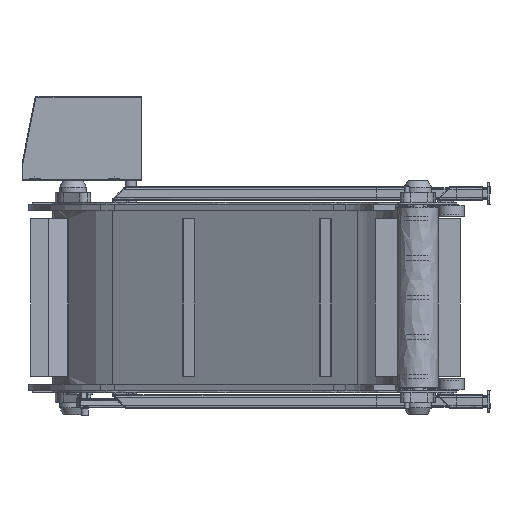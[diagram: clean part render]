
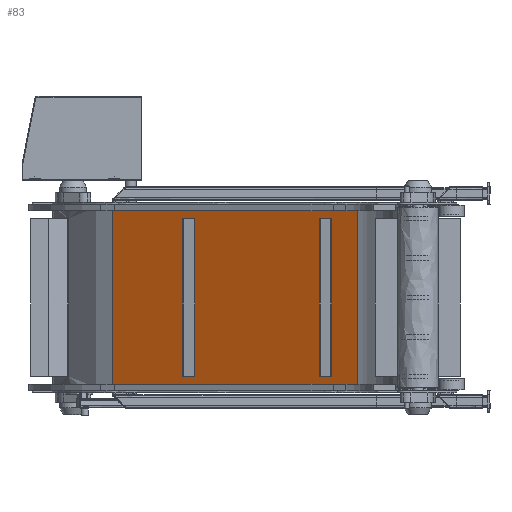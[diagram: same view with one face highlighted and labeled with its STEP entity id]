
A CAD part, left-side view. The second image highlights one B-rep face of the part: STEP entity #83.
In plain terms, the highlighted free-form (B-spline) face has degree [1, 1] with [2, 2] control points.
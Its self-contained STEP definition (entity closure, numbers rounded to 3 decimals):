
#83 = ADVANCED_FACE('',(#84,#114,#144),#174,.T.);
#84 = FACE_BOUND('',#85,.T.);
#85 = EDGE_LOOP('',(#86,#95,#102,#109));
#86 = ORIENTED_EDGE('',*,*,#87,.F.);
#87 = EDGE_CURVE('',#88,#90,#92,.T.);
#88 = VERTEX_POINT('',#89);
#89 = CARTESIAN_POINT('',(572.34,418.593,
    -148.129));
#90 = VERTEX_POINT('',#91);
#91 = CARTESIAN_POINT('',(572.34,418.593,
    148.129));
#92 = B_SPLINE_CURVE_WITH_KNOTS('',1,(#93,#94),.UNSPECIFIED.,.F.,.F.,(2,
    2),(-381.,-25.),.PIECEWISE_BEZIER_KNOTS.);
#93 = CARTESIAN_POINT('',(572.34,418.593,
    -148.129));
#94 = CARTESIAN_POINT('',(572.34,418.593,
    148.129));
#95 = ORIENTED_EDGE('',*,*,#96,.T.);
#96 = EDGE_CURVE('',#88,#97,#99,.T.);
#97 = VERTEX_POINT('',#98);
#98 = CARTESIAN_POINT('',(573.172,420.034,
    -148.129));
#99 = B_SPLINE_CURVE_WITH_KNOTS('',1,(#100,#101),.UNSPECIFIED.,.F.,.F.,(
    2,2),(424.588,426.588),.PIECEWISE_BEZIER_KNOTS.);
#100 = CARTESIAN_POINT('',(572.34,418.593,
    -148.129));
#101 = CARTESIAN_POINT('',(573.172,420.034,
    -148.129));
#102 = ORIENTED_EDGE('',*,*,#103,.F.);
#103 = EDGE_CURVE('',#104,#97,#106,.T.);
#104 = VERTEX_POINT('',#105);
#105 = CARTESIAN_POINT('',(573.172,420.034,
    148.129));
#106 = B_SPLINE_CURVE_WITH_KNOTS('',1,(#107,#108),.UNSPECIFIED.,.F.,.F.,
  (2,2),(25.,381.),.PIECEWISE_BEZIER_KNOTS.);
#107 = CARTESIAN_POINT('',(573.172,420.034,
    148.129));
#108 = CARTESIAN_POINT('',(573.172,420.034,
    -148.129));
#109 = ORIENTED_EDGE('',*,*,#110,.F.);
#110 = EDGE_CURVE('',#90,#104,#111,.T.);
#111 = B_SPLINE_CURVE_WITH_KNOTS('',1,(#112,#113),.UNSPECIFIED.,.F.,.F.,
  (2,2),(424.588,426.588),.PIECEWISE_BEZIER_KNOTS.);
#112 = CARTESIAN_POINT('',(572.34,418.593,
    148.129));
#113 = CARTESIAN_POINT('',(573.172,420.034,
    148.129));
#114 = FACE_BOUND('',#115,.T.);
#115 = EDGE_LOOP('',(#116,#125,#132,#139));
#116 = ORIENTED_EDGE('',*,*,#117,.F.);
#117 = EDGE_CURVE('',#118,#120,#122,.T.);
#118 = VERTEX_POINT('',#119);
#119 = CARTESIAN_POINT('',(395.672,112.595,
    -168.934));
#120 = VERTEX_POINT('',#121);
#121 = CARTESIAN_POINT('',(661.22,572.536,
    -168.934));
#122 = B_SPLINE_CURVE_WITH_KNOTS('',1,(#123,#124),.UNSPECIFIED.,.F.,.F.,
  (2,2),(0.,638.192),.PIECEWISE_BEZIER_KNOTS.);
#123 = CARTESIAN_POINT('',(395.672,112.595,
    -168.934));
#124 = CARTESIAN_POINT('',(661.22,572.536,
    -168.934));
#125 = ORIENTED_EDGE('',*,*,#126,.F.);
#126 = EDGE_CURVE('',#127,#118,#129,.T.);
#127 = VERTEX_POINT('',#128);
#128 = CARTESIAN_POINT('',(395.672,112.595,
    168.934));
#129 = B_SPLINE_CURVE_WITH_KNOTS('',1,(#130,#131),.UNSPECIFIED.,.F.,.F.,
  (2,2),(0.,406.),.PIECEWISE_BEZIER_KNOTS.);
#130 = CARTESIAN_POINT('',(395.672,112.595,
    168.934));
#131 = CARTESIAN_POINT('',(395.672,112.595,
    -168.934));
#132 = ORIENTED_EDGE('',*,*,#133,.T.);
#133 = EDGE_CURVE('',#127,#134,#136,.T.);
#134 = VERTEX_POINT('',#135);
#135 = CARTESIAN_POINT('',(661.22,572.536,
    168.934));
#136 = B_SPLINE_CURVE_WITH_KNOTS('',1,(#137,#138),.UNSPECIFIED.,.F.,.F.,
  (2,2),(0.,638.192),.PIECEWISE_BEZIER_KNOTS.);
#137 = CARTESIAN_POINT('',(395.672,112.595,
    168.934));
#138 = CARTESIAN_POINT('',(661.22,572.536,
    168.934));
#139 = ORIENTED_EDGE('',*,*,#140,.T.);
#140 = EDGE_CURVE('',#134,#120,#141,.T.);
#141 = B_SPLINE_CURVE_WITH_KNOTS('',1,(#142,#143),.UNSPECIFIED.,.F.,.F.,
  (2,2),(0.,406.),.PIECEWISE_BEZIER_KNOTS.);
#142 = CARTESIAN_POINT('',(661.22,572.536,
    168.934));
#143 = CARTESIAN_POINT('',(661.22,572.536,
    -168.934));
#144 = FACE_BOUND('',#145,.T.);
#145 = EDGE_LOOP('',(#146,#155,#162,#169));
#146 = ORIENTED_EDGE('',*,*,#147,.F.);
#147 = EDGE_CURVE('',#148,#150,#152,.T.);
#148 = VERTEX_POINT('',#149);
#149 = CARTESIAN_POINT('',(424.473,162.48,
    -148.129));
#150 = VERTEX_POINT('',#151);
#151 = CARTESIAN_POINT('',(424.473,162.48,
    148.129));
#152 = B_SPLINE_CURVE_WITH_KNOTS('',1,(#153,#154),.UNSPECIFIED.,.F.,.F.,
  (2,2),(-381.,-25.),.PIECEWISE_BEZIER_KNOTS.);
#153 = CARTESIAN_POINT('',(424.473,162.48,
    -148.129));
#154 = CARTESIAN_POINT('',(424.473,162.48,
    148.129));
#155 = ORIENTED_EDGE('',*,*,#156,.T.);
#156 = EDGE_CURVE('',#148,#157,#159,.T.);
#157 = VERTEX_POINT('',#158);
#158 = CARTESIAN_POINT('',(425.305,163.921,
    -148.129));
#159 = B_SPLINE_CURVE_WITH_KNOTS('',1,(#160,#161),.UNSPECIFIED.,.F.,.F.,
  (2,2),(69.218,71.218),.PIECEWISE_BEZIER_KNOTS.);
#160 = CARTESIAN_POINT('',(424.473,162.48,
    -148.129));
#161 = CARTESIAN_POINT('',(425.305,163.921,
    -148.129));
#162 = ORIENTED_EDGE('',*,*,#163,.F.);
#163 = EDGE_CURVE('',#164,#157,#166,.T.);
#164 = VERTEX_POINT('',#165);
#165 = CARTESIAN_POINT('',(425.305,163.921,
    148.129));
#166 = B_SPLINE_CURVE_WITH_KNOTS('',1,(#167,#168),.UNSPECIFIED.,.F.,.F.,
  (2,2),(25.,381.),.PIECEWISE_BEZIER_KNOTS.);
#167 = CARTESIAN_POINT('',(425.305,163.921,
    148.129));
#168 = CARTESIAN_POINT('',(425.305,163.921,
    -148.129));
#169 = ORIENTED_EDGE('',*,*,#170,.F.);
#170 = EDGE_CURVE('',#150,#164,#171,.T.);
#171 = B_SPLINE_CURVE_WITH_KNOTS('',1,(#172,#173),.UNSPECIFIED.,.F.,.F.,
  (2,2),(69.218,71.218),.PIECEWISE_BEZIER_KNOTS.);
#172 = CARTESIAN_POINT('',(424.473,162.48,
    148.129));
#173 = CARTESIAN_POINT('',(425.305,163.921,
    148.129));
#174 = B_SPLINE_SURFACE_WITH_KNOTS('',1,1,(
    (#175,#176)
    ,(#177,#178
    )),.UNSPECIFIED.,.F.,.F.,.F.,(2,2),(2,2),(-638.192,0.),(-406.
    ,0.),.PIECEWISE_BEZIER_KNOTS.);
#175 = CARTESIAN_POINT('',(661.22,572.536,
    -168.934));
#176 = CARTESIAN_POINT('',(661.22,572.536,
    168.934));
#177 = CARTESIAN_POINT('',(395.672,112.595,
    -168.934));
#178 = CARTESIAN_POINT('',(395.672,112.595,
    168.934));
